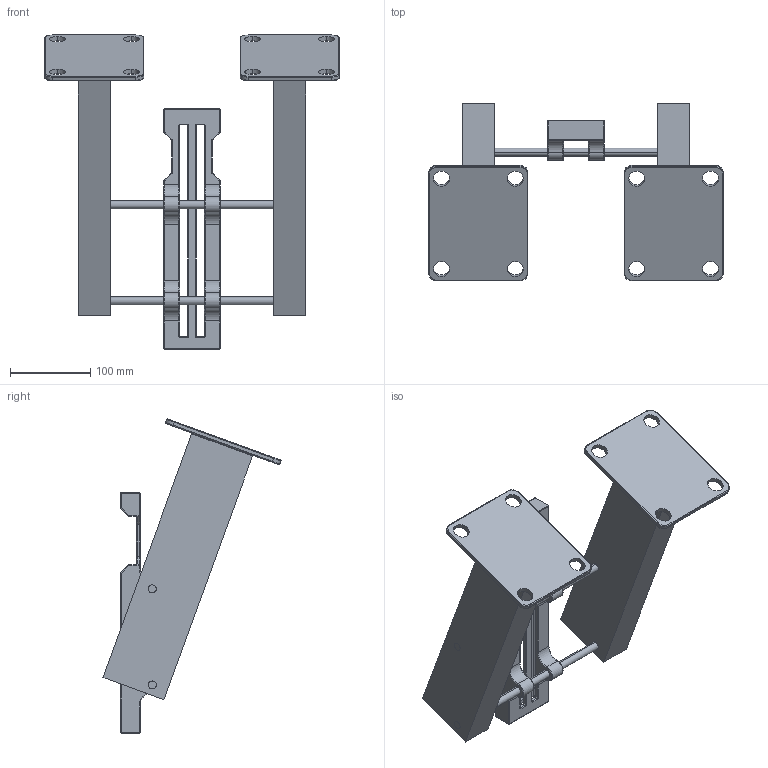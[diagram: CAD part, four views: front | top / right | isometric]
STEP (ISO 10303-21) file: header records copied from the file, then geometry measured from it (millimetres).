
FILE_DESCRIPTION (( 'STEP AP214' ), '1' );
FILE_NAME ('PCB mag assembly.STEP', '2021-04-27T09:48:43', ( '' ), ( '' ), 'SwSTEP 2.0', 'SolidWorks 2020', '' );
FILE_SCHEMA (( 'AUTOMOTIVE_DESIGN' ));
Length unit declared in the file: millimetre
Products named in the file (4): Stand; Attachement_rod; PCB mag assembly; cover mag
Assembly tree (5 placements, depth 2):
  PCB mag assembly
    cover mag
    Stand  x2
    Attachement_rod  x2
Bounding box: 368 x 222.42 x 392.26 mm (x, y, z)
Volume: 2529282.4 mm3; surface area: 333091.8 mm2
Topology: 5 solids, 5 shells, 417 faces, 966 edges, 532 vertices
Faces by surface type: cylinder 204, torus 105, plane 68, sphere 34, bspline 6
Entity records: 10475 total; most frequent: DIRECTION 2025, CARTESIAN_POINT 1880, ORIENTED_EDGE 1644, AXIS2_PLACEMENT_3D 851, EDGE_CURVE 822, CIRCLE 483, VERTEX_POINT 460, EDGE_LOOP 390
